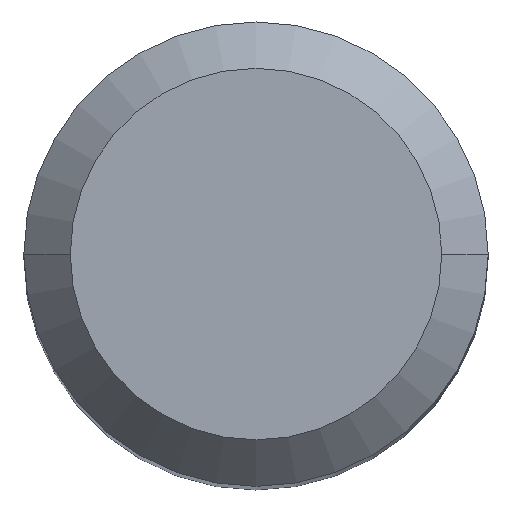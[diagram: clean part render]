
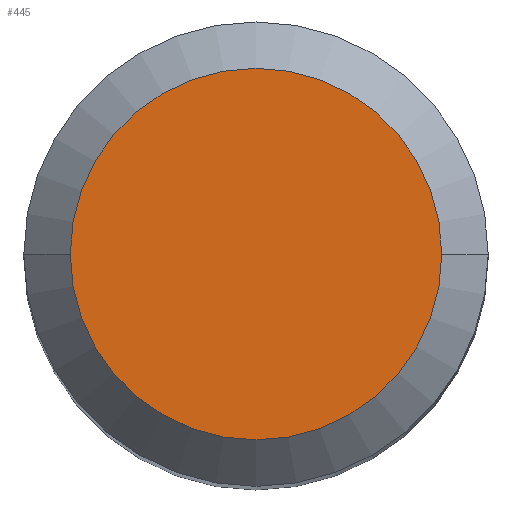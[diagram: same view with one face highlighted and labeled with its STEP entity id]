
A CAD part, top view. The second image highlights one B-rep face of the part: STEP entity #445.
In plain terms, the highlighted planar face has unit normal (0, 0, 1).
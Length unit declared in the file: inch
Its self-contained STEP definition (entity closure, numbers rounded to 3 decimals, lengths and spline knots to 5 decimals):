
#15 = DIRECTION ( 'NONE',  ( 1., 0., 0. ) ) ;
#49 = DIRECTION ( 'NONE',  ( 1., 0., 0. ) ) ;
#56 = VERTEX_POINT ( 'NONE', #248 ) ;
#76 = CARTESIAN_POINT ( 'NONE',  ( 0., 0., 0. ) ) ;
#77 = AXIS2_PLACEMENT_3D ( 'NONE', #133, #219, #485 ) ;
#133 = CARTESIAN_POINT ( 'NONE',  ( 0., 0., 0. ) ) ;
#172 = PLANE ( 'NONE',  #77 ) ;
#174 = EDGE_CURVE ( 'NONE', #453, #56, #313, .T. ) ;
#178 = EDGE_CURVE ( 'NONE', #56, #453, #252, .T. ) ;
#210 = EDGE_LOOP ( 'NONE', ( #355, #470 ) ) ;
#219 = DIRECTION ( 'NONE',  ( 0., 0., -1. ) ) ;
#248 = CARTESIAN_POINT ( 'NONE',  ( -0.126, 0., 0. ) ) ;
#252 = CIRCLE ( 'NONE', #428, 0.126 ) ;
#265 = DIRECTION ( 'NONE',  ( 0., 0., 1. ) ) ;
#307 = CARTESIAN_POINT ( 'NONE',  ( 0., 0., 0. ) ) ;
#313 = CIRCLE ( 'NONE', #324, 0.126 ) ;
#324 = AXIS2_PLACEMENT_3D ( 'NONE', #76, #265, #49 ) ;
#326 = CARTESIAN_POINT ( 'NONE',  ( 0.126, 0., 0. ) ) ;
#355 = ORIENTED_EDGE ( 'NONE', *, *, #178, .T. ) ;
#375 = FACE_OUTER_BOUND ( 'NONE', #210, .T. ) ;
#424 = DIRECTION ( 'NONE',  ( 0., 0., 1. ) ) ;
#428 = AXIS2_PLACEMENT_3D ( 'NONE', #307, #424, #15 ) ;
#445 = ADVANCED_FACE ( 'NONE', ( #375 ), #172, .F. ) ;
#453 = VERTEX_POINT ( 'NONE', #326 ) ;
#470 = ORIENTED_EDGE ( 'NONE', *, *, #174, .T. ) ;
#485 = DIRECTION ( 'NONE',  ( -1., 0., 0. ) ) ;
